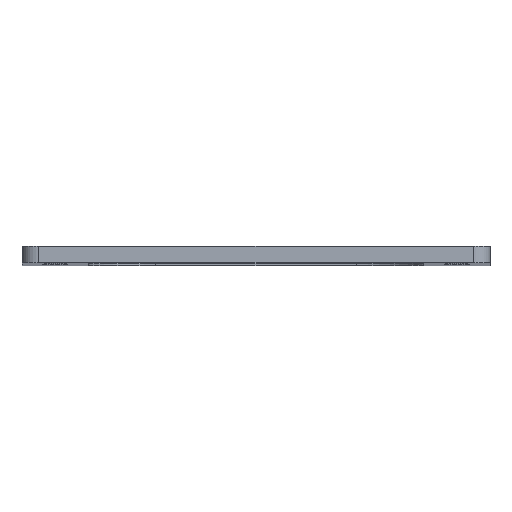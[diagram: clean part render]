
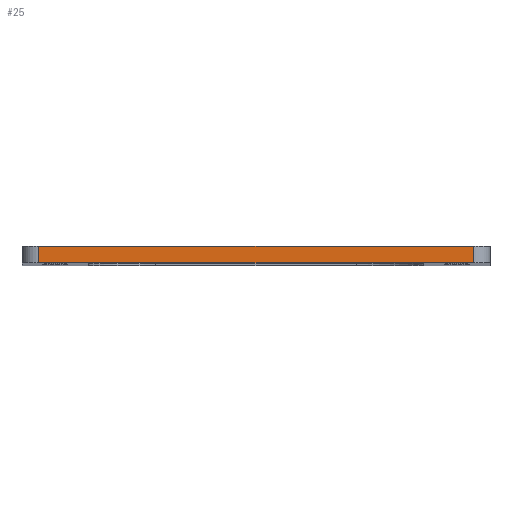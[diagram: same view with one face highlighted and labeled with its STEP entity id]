
A CAD part, top view. The second image highlights one B-rep face of the part: STEP entity #25.
In plain terms, the highlighted planar face has unit normal (0, 0, 1).
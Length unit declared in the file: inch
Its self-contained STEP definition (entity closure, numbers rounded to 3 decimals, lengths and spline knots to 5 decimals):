
#25 = ADVANCED_FACE ( 'NONE', ( #1344 ), #1537, .F. ) ;
#76 = CARTESIAN_POINT ( 'NONE',  ( -1.625, 0., 6. ) ) ;
#167 = CARTESIAN_POINT ( 'NONE',  ( 1.625, 0.125, 6. ) ) ;
#169 = CARTESIAN_POINT ( 'NONE',  ( -1.75, 0., 6. ) ) ;
#378 = ORIENTED_EDGE ( 'NONE', *, *, #1066, .T. ) ;
#385 = CARTESIAN_POINT ( 'NONE',  ( 1.625, 0., 6. ) ) ;
#391 = DIRECTION ( 'NONE',  ( 1., 0., 0. ) ) ;
#417 = CARTESIAN_POINT ( 'NONE',  ( -1.75, 0.125, 6. ) ) ;
#527 = LINE ( 'NONE', #1796, #1606 ) ;
#541 = EDGE_LOOP ( 'NONE', ( #1096, #1753, #1058, #378 ) ) ;
#677 = LINE ( 'NONE', #169, #1449 ) ;
#724 = DIRECTION ( 'NONE',  ( 1., 0., 0. ) ) ;
#758 = VECTOR ( 'NONE', #391, 39.37008 ) ;
#899 = VERTEX_POINT ( 'NONE', #385 ) ;
#943 = CARTESIAN_POINT ( 'NONE',  ( -1.75, 0.125, 6. ) ) ;
#976 = EDGE_CURVE ( 'NONE', #1289, #1246, #1692, .T. ) ;
#980 = DIRECTION ( 'NONE',  ( 0., 0., -1. ) ) ;
#1036 = AXIS2_PLACEMENT_3D ( 'NONE', #417, #980, #1392 ) ;
#1052 = CARTESIAN_POINT ( 'NONE',  ( -1.625, 0.125, 6. ) ) ;
#1058 = ORIENTED_EDGE ( 'NONE', *, *, #1182, .T. ) ;
#1066 = EDGE_CURVE ( 'NONE', #899, #1246, #527, .T. ) ;
#1096 = ORIENTED_EDGE ( 'NONE', *, *, #976, .F. ) ;
#1182 = EDGE_CURVE ( 'NONE', #1397, #899, #677, .T. ) ;
#1246 = VERTEX_POINT ( 'NONE', #167 ) ;
#1289 = VERTEX_POINT ( 'NONE', #1052 ) ;
#1344 = FACE_OUTER_BOUND ( 'NONE', #541, .T. ) ;
#1372 = LINE ( 'NONE', #1373, #1761 ) ;
#1373 = CARTESIAN_POINT ( 'NONE',  ( -1.625, 0.125, 6. ) ) ;
#1392 = DIRECTION ( 'NONE',  ( -1., 0., 0. ) ) ;
#1397 = VERTEX_POINT ( 'NONE', #76 ) ;
#1449 = VECTOR ( 'NONE', #724, 39.37008 ) ;
#1537 = PLANE ( 'NONE',  #1036 ) ;
#1606 = VECTOR ( 'NONE', #1664, 39.37008 ) ;
#1664 = DIRECTION ( 'NONE',  ( 0., 1., 0. ) ) ;
#1692 = LINE ( 'NONE', #943, #758 ) ;
#1743 = EDGE_CURVE ( 'NONE', #1289, #1397, #1372, .T. ) ;
#1753 = ORIENTED_EDGE ( 'NONE', *, *, #1743, .T. ) ;
#1761 = VECTOR ( 'NONE', #1798, 39.37008 ) ;
#1796 = CARTESIAN_POINT ( 'NONE',  ( 1.625, 0.125, 6. ) ) ;
#1798 = DIRECTION ( 'NONE',  ( 0., -1., 0. ) ) ;
